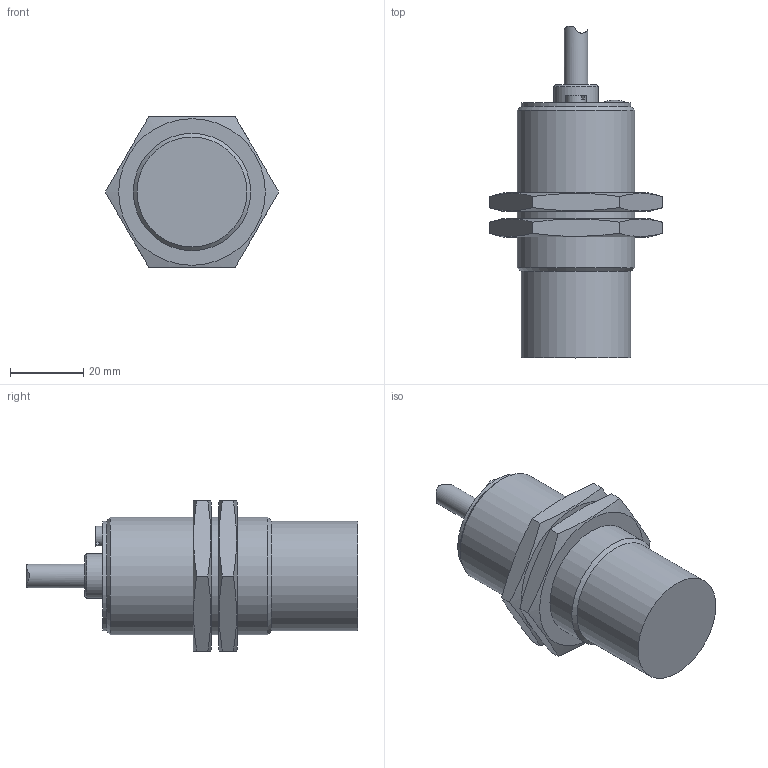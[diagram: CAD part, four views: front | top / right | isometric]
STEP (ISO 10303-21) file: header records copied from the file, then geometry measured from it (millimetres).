
FILE_DESCRIPTION(/* description */ (''),/* implementation_level */ '2;1');
FILE_NAME(/* name */ '818540_Shrinkwrap_1.stp',/* time_stamp */ '2021-08-20T10:50:15+02:00',/* author */ ('Krieger Anja'),/* organization */ (''),/* preprocessor_version */ 'ST-DEVELOPER v18.1',/* originating_system */ 'Autodesk Inventor 2021',/* authorisation */ '');
FILE_SCHEMA (('AUTOMOTIVE_DESIGN { 1 0 10303 214 3 1 1 }'));
Length unit declared in the file: millimetre
Products named in the file (1): 818540_Shrinkwrap_1
Bounding box: 47.34 x 90.57 x 41 mm (x, y, z)
Volume: 21046.7 mm3; surface area: 21674 mm2
Topology: 2 solids, 2 shells, 75 faces, 157 edges, 103 vertices
Faces by surface type: plane 36, cylinder 25, cone 10, torus 3, bspline 1
Full cylindrical faces by diameter (mm): 3 x2, 5.1 x1, 5.5 x1, 5.85 x2, 6 x1, 6.4 x2, 7.2 x1, 12.2 x1, 27.8 x2, 28.1 x1, 28.2 x2, 29 x1, 29.1 x1, 30 x2, 32 x3
Entity records: 2237 total; most frequent: CARTESIAN_POINT 469, DIRECTION 352, ORIENTED_EDGE 312, EDGE_CURVE 156, AXIS2_PLACEMENT_3D 149, VERTEX_POINT 103, EDGE_LOOP 93, STYLED_ITEM 77
